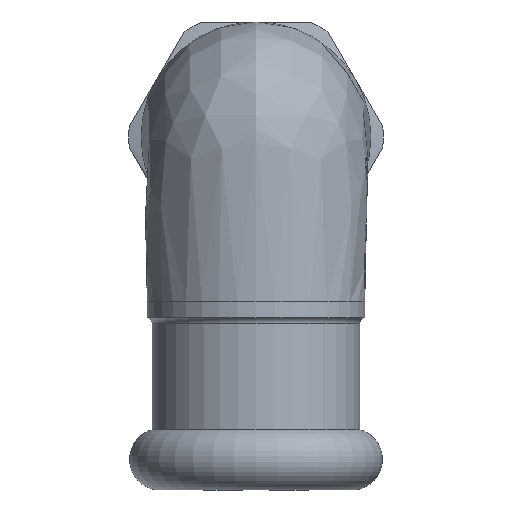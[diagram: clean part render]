
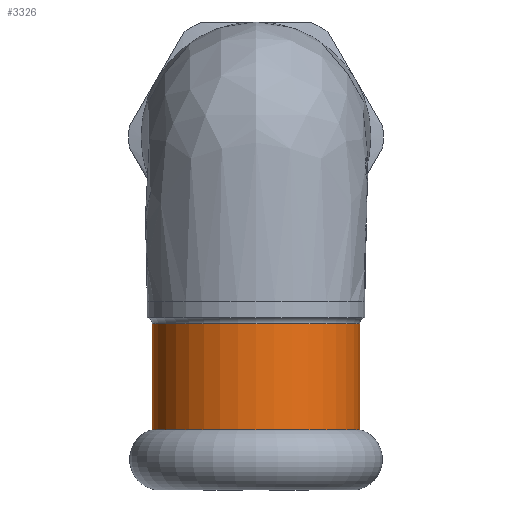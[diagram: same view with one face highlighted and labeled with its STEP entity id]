
A CAD part, front view. The second image highlights one B-rep face of the part: STEP entity #3326.
In plain terms, the highlighted cylindrical face has radius 12.65 mm (diameter 25.3 mm), a full revolution.
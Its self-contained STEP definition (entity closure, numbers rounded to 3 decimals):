
#658=FACE_OUTER_BOUND('',#860,.T.);
#860=EDGE_LOOP('',(#3045,#3046,#3047,#3048,#3049,#3050));
#1019=LINE('',#8808,#1170);
#1170=VECTOR('',#4017,12.65);
#1186=CIRCLE('',#3372,12.65);
#1187=CIRCLE('',#3373,12.65);
#1192=CIRCLE('',#3378,12.65);
#1239=CIRCLE('',#3517,12.65);
#1265=VERTEX_POINT('',#4096);
#1266=VERTEX_POINT('',#4097);
#1267=VERTEX_POINT('',#4099);
#1586=VERTEX_POINT('',#8800);
#1609=EDGE_CURVE('',#1265,#1266,#1186,.T.);
#1610=EDGE_CURVE('',#1267,#1265,#1187,.T.);
#1615=EDGE_CURVE('',#1266,#1267,#1192,.T.);
#2086=EDGE_CURVE('',#1586,#1586,#1239,.T.);
#2090=EDGE_CURVE('',#1586,#1266,#1019,.T.);
#3045=ORIENTED_EDGE('',*,*,#2086,.F.);
#3046=ORIENTED_EDGE('',*,*,#2090,.T.);
#3047=ORIENTED_EDGE('',*,*,#1615,.T.);
#3048=ORIENTED_EDGE('',*,*,#1610,.T.);
#3049=ORIENTED_EDGE('',*,*,#1609,.T.);
#3050=ORIENTED_EDGE('',*,*,#2090,.F.);
#3145=CYLINDRICAL_SURFACE('',#3521,12.65);
#3326=ADVANCED_FACE('',(#658),#3145,.T.);
#3372=AXIS2_PLACEMENT_3D('',#4098,#3574,#3575);
#3373=AXIS2_PLACEMENT_3D('',#4100,#3576,#3577);
#3378=AXIS2_PLACEMENT_3D('',#4108,#3586,#3587);
#3517=AXIS2_PLACEMENT_3D('',#8801,#4007,#4008);
#3521=AXIS2_PLACEMENT_3D('',#8807,#4015,#4016);
#3574=DIRECTION('center_axis',(0.,0.,1.));
#3575=DIRECTION('ref_axis',(0.,-1.,0.));
#3576=DIRECTION('center_axis',(0.,0.,1.));
#3577=DIRECTION('ref_axis',(0.,-1.,0.));
#3586=DIRECTION('center_axis',(0.,0.,1.));
#3587=DIRECTION('ref_axis',(0.,-1.,0.));
#4007=DIRECTION('center_axis',(0.,0.,
1.));
#4008=DIRECTION('ref_axis',(0.,-1.,0.));
#4015=DIRECTION('center_axis',(0.,0.,1.));
#4016=DIRECTION('ref_axis',(0.,-1.,0.));
#4017=DIRECTION('',(0.,0.,-1.));
#4096=CARTESIAN_POINT('',(0.,-12.65,-35.645));
#4097=CARTESIAN_POINT('',(0.,12.65,-35.645));
#4098=CARTESIAN_POINT('Origin',(0.,0.,-35.645));
#4099=CARTESIAN_POINT('',(-12.65,0.,-35.645));
#4100=CARTESIAN_POINT('Origin',(0.,0.,-35.645));
#4108=CARTESIAN_POINT('Origin',(0.,0.,-35.645));
#8800=CARTESIAN_POINT('',(0.,12.65,-22.775));
#8801=CARTESIAN_POINT('Origin',(0.,0.,
-22.775));
#8807=CARTESIAN_POINT('Origin',(0.,0.,-28.823));
#8808=CARTESIAN_POINT('',(0.,12.65,-28.823));
